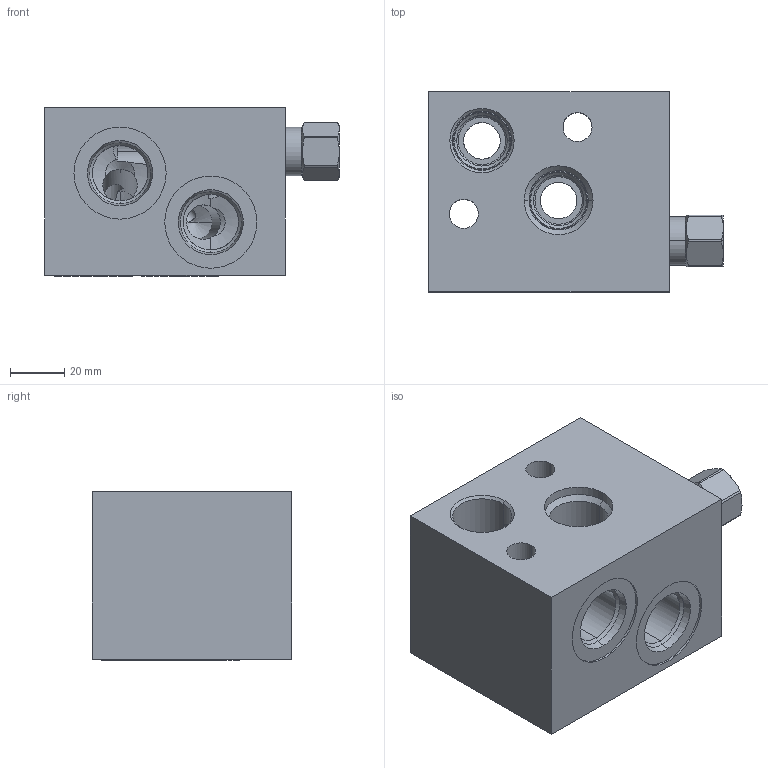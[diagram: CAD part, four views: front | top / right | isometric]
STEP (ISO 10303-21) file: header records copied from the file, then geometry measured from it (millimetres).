
FILE_DESCRIPTION((''),'2;1');
FILE_NAME('U8E_ASM','2020-01-31T',('ProEService'),(''),'PRO/ENGINEER BY PARAMETRIC TECHNOLOGY CORPORATION, 2014200','PRO/ENGINEER BY PARAMETRIC TECHNOLOGY CORPORATION, 2014200','');
FILE_SCHEMA(('CONFIG_CONTROL_DESIGN'));
Length unit declared in the file: inch
Products named in the file (4): 158-611-002; CSAWEXN; 500-001-119; U8E_ASM
Assembly tree (4 placements, depth 2):
  U8E_ASM
    158-611-002
    CSAWEXN
    500-001-119  x2
Bounding box: 108.89 x 73.81 x 62.38 mm (x, y, z)
Volume: 337136.5 mm3; surface area: 56260.7 mm2
Topology: 6 solids, 6 shells, 251 faces, 882 edges, 779 vertices
Faces by surface type: cylinder 98, cone 73, plane 38, torus 26, revolution 16
Entity records: 11086 total; most frequent: CARTESIAN_POINT 3702, DIRECTION 1580, ORIENTED_EDGE 1144, EDGE_CURVE 572, AXIS2_PLACEMENT_3D 541, VECTOR 486, LINE 486, VERTEX_POINT 347
